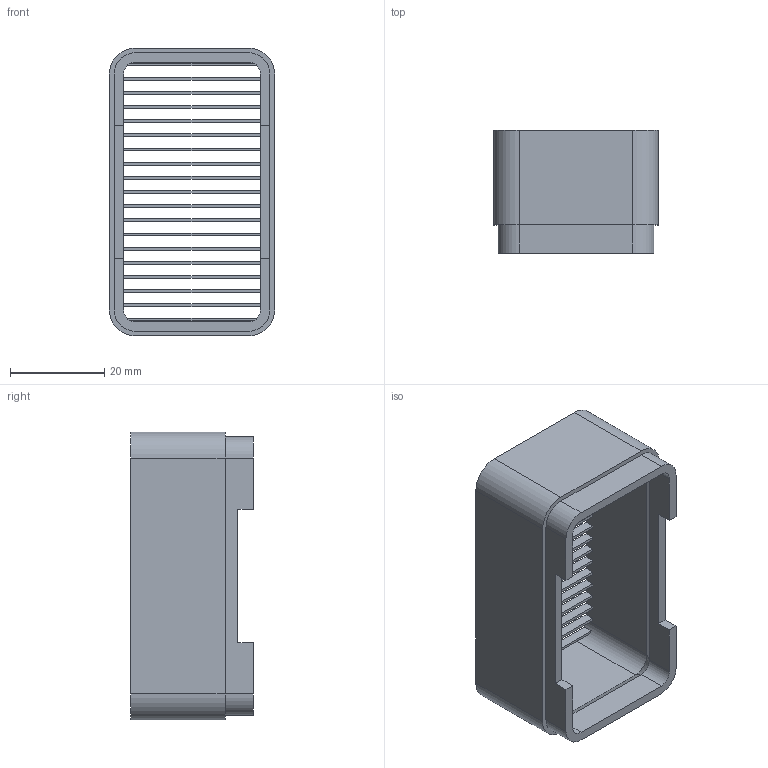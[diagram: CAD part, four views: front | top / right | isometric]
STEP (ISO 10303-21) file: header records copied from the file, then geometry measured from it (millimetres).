
FILE_DESCRIPTION (( 'STEP AP203' ), '1' );
FILE_NAME ('Duct.STEP', '2021-08-25T22:54:28', ( '' ), ( '' ), 'SwSTEP 2.0', 'SolidWorks 2019', '' );
FILE_SCHEMA (( 'CONFIG_CONTROL_DESIGN' ));
Length unit declared in the file: millimetre
Products named in the file (1): Duct
Bounding box: 35 x 26 x 61 mm (x, y, z)
Volume: 9568.6 mm3; surface area: 12752.8 mm2
Topology: 20 solids, 20 shells, 164 faces, 356 edges, 232 vertices
Faces by surface type: plane 140, cylinder 20, cone 4
Entity records: 4435 total; most frequent: CARTESIAN_POINT 753, DIRECTION 726, ORIENTED_EDGE 712, EDGE_CURVE 356, VECTOR 316, LINE 316, VERTEX_POINT 232, AXIS2_PLACEMENT_3D 205
